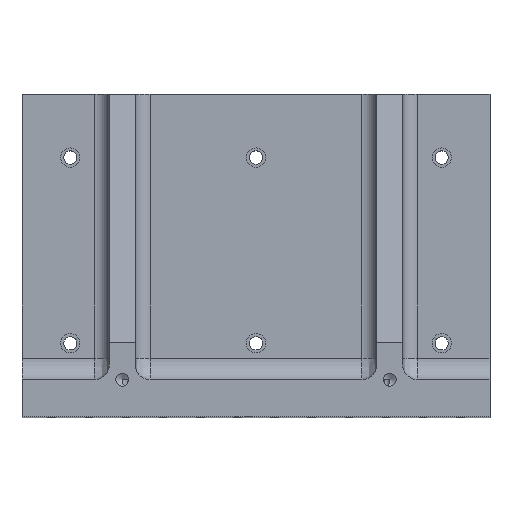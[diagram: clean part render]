
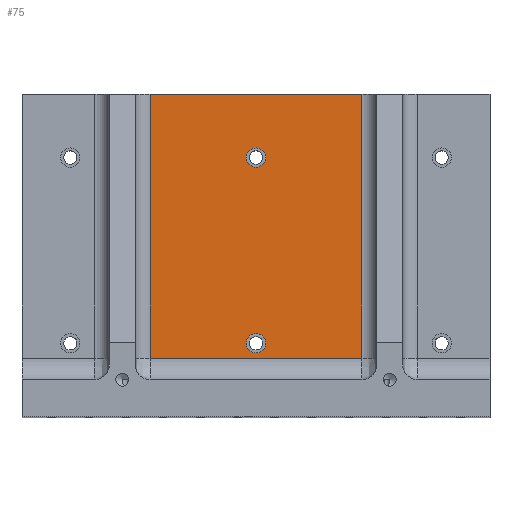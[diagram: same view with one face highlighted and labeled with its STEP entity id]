
A CAD part, top view. The second image highlights one B-rep face of the part: STEP entity #75.
In plain terms, the highlighted planar face has unit normal (0, 0, 1).
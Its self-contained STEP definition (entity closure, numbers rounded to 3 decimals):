
#75 = ADVANCED_FACE( '', ( #327, #328, #329 ), #330, .F. );
#327 = FACE_BOUND( '', #1287, .T. );
#328 = FACE_BOUND( '', #1288, .T. );
#329 = FACE_OUTER_BOUND( '', #1289, .T. );
#330 = PLANE( '', #1290 );
#1287 = EDGE_LOOP( '', ( #2335 ) );
#1288 = EDGE_LOOP( '', ( #2336 ) );
#1289 = EDGE_LOOP( '', ( #2337, #2338, #2339, #2340 ) );
#1290 = AXIS2_PLACEMENT_3D( '', #2341, #2342, #2343 );
#2335 = ORIENTED_EDGE( '', *, *, #3954, .T. );
#2336 = ORIENTED_EDGE( '', *, *, #3955, .T. );
#2337 = ORIENTED_EDGE( '', *, *, #3956, .T. );
#2338 = ORIENTED_EDGE( '', *, *, #3957, .T. );
#2339 = ORIENTED_EDGE( '', *, *, #3958, .T. );
#2340 = ORIENTED_EDGE( '', *, *, #3959, .T. );
#2341 = CARTESIAN_POINT( '', ( 315., 435., 40. ) );
#2342 = DIRECTION( '', ( 0., 0., -1. ) );
#2343 = DIRECTION( '', ( 0., 1., 0. ) );
#3954 = EDGE_CURVE( '', #4393, #4393, #4394, .T. );
#3955 = EDGE_CURVE( '', #4395, #4395, #4396, .T. );
#3956 = EDGE_CURVE( '', #4397, #4398, #4399, .F. );
#3957 = EDGE_CURVE( '', #4398, #4400, #4401, .F. );
#3958 = EDGE_CURVE( '', #4400, #4402, #4403, .T. );
#3959 = EDGE_CURVE( '', #4402, #4397, #4404, .F. );
#4393 = VERTEX_POINT( '', #5232 );
#4394 = CIRCLE( '', #5233, 13. );
#4395 = VERTEX_POINT( '', #5234 );
#4396 = CIRCLE( '', #5235, 13. );
#4397 = VERTEX_POINT( '', #5236 );
#4398 = VERTEX_POINT( '', #5237 );
#4399 = LINE( '', #5238, #5239 );
#4400 = VERTEX_POINT( '', #5240 );
#4401 = LINE( '', #5241, #5242 );
#4402 = VERTEX_POINT( '', #5243 );
#4403 = LINE( '', #5244, #5245 );
#4404 = LINE( '', #5246, #5247 );
#5232 = CARTESIAN_POINT( '', ( 0., 87., 40. ) );
#5233 = AXIS2_PLACEMENT_3D( '', #6222, #6223, #6224 );
#5234 = CARTESIAN_POINT( '', ( 0., 337., 40. ) );
#5235 = AXIS2_PLACEMENT_3D( '', #6225, #6226, #6227 );
#5236 = CARTESIAN_POINT( '', ( -142.5, 80., 40. ) );
#5237 = CARTESIAN_POINT( '', ( 142.5, 80., 40. ) );
#5238 = CARTESIAN_POINT( '', ( 315., 80., 40. ) );
#5239 = VECTOR( '', #6228, 1000. );
#5240 = CARTESIAN_POINT( '', ( 142.5, 435., 40. ) );
#5241 = CARTESIAN_POINT( '', ( 142.5, 435., 40. ) );
#5242 = VECTOR( '', #6229, 1000. );
#5243 = CARTESIAN_POINT( '', ( -142.5, 435., 40. ) );
#5244 = CARTESIAN_POINT( '', ( 315., 435., 40. ) );
#5245 = VECTOR( '', #6230, 1000. );
#5246 = CARTESIAN_POINT( '', ( -142.5, 80., 40. ) );
#5247 = VECTOR( '', #6231, 1000. );
#6222 = CARTESIAN_POINT( '', ( 0., 100., 40. ) );
#6223 = DIRECTION( '', ( 0., 0., -1. ) );
#6224 = DIRECTION( '', ( 0., -1., 0. ) );
#6225 = CARTESIAN_POINT( '', ( 0., 350., 40. ) );
#6226 = DIRECTION( '', ( 0., 0., -1. ) );
#6227 = DIRECTION( '', ( 0., -1., 0. ) );
#6228 = DIRECTION( '', ( -1., 0., 0. ) );
#6229 = DIRECTION( '', ( 0., -1., 0. ) );
#6230 = DIRECTION( '', ( -1., 0., 0. ) );
#6231 = DIRECTION( '', ( 0., 1., 0. ) );
